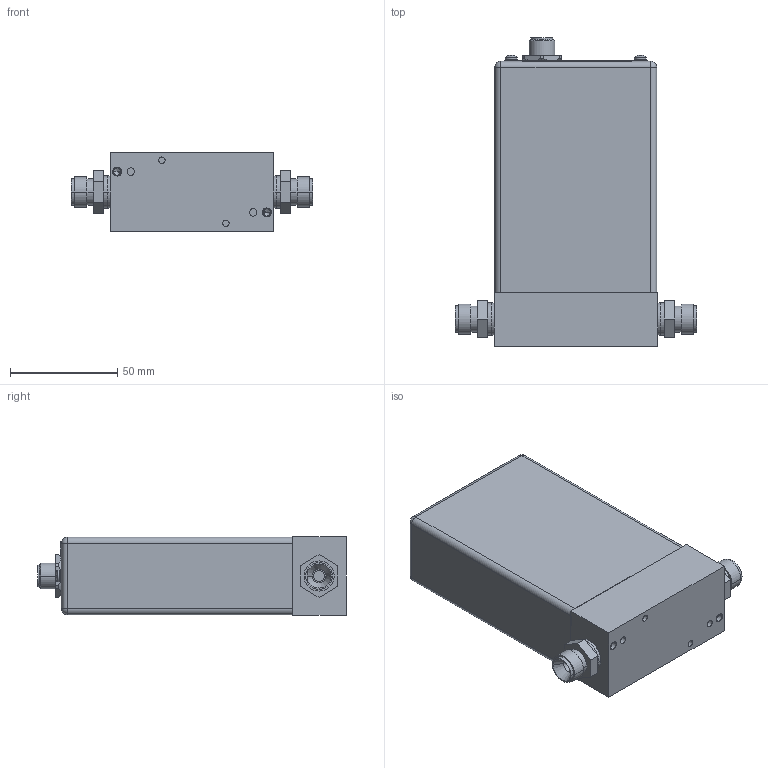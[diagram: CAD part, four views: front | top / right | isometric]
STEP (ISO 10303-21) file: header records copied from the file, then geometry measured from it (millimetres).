
FILE_DESCRIPTION((''),'2;1');
FILE_NAME('GM50A_DNET_1-4_TUBE_ASM','2014-06-18T',('cockrofm'),(''),'PRO/ENGINEER BY PARAMETRIC TECHNOLOGY CORPORATION, 2011490','PRO/ENGINEER BY PARAMETRIC TECHNOLOGY CORPORATION, 2011490','');
FILE_SCHEMA(('CONFIG_CONTROL_DESIGN'));
Length unit declared in the file: inch
Products named in the file (12): PRT0001_AF0; PRT0002; 1-4_TUBE_ASM_5_ASM_AF0_ASM; PRT0003; PRT0004; PRT0005; PRT0006; PRT0007; PRT0008; DNET_1-4_TUBE_ASM_1_ASM_AF0_ASM; GE50A_DNET_1-4_TUBE_ASM_AF0_ASM; GM50A_DNET_1-4_TUBE_ASM
Assembly tree (13 placements, depth 5):
  GM50A_DNET_1-4_TUBE_ASM
    GE50A_DNET_1-4_TUBE_ASM_AF0_ASM
      DNET_1-4_TUBE_ASM_1_ASM_AF0_ASM
        1-4_TUBE_ASM_5_ASM_AF0_ASM
          PRT0001_AF0
          PRT0002  x2
        PRT0003
        PRT0004
        PRT0005  x2
        PRT0006
        PRT0007
        PRT0008
Bounding box: 112.78 x 144.02 x 36.83 mm (x, y, z)
Volume: 101351.7 mm3; surface area: 72902.9 mm2
Topology: 10 solids, 16 shells, 443 faces, 1058 edges, 674 vertices
Faces by surface type: plane 185, cylinder 172, extrusion 40, cone 26, torus 12, sphere 8
Entity records: 11003 total; most frequent: CARTESIAN_POINT 2270, DIRECTION 1880, ORIENTED_EDGE 1640, EDGE_CURVE 832, AXIS2_PLACEMENT_3D 718, VERTEX_POINT 544, VECTOR 444, EDGE_LOOP 426
